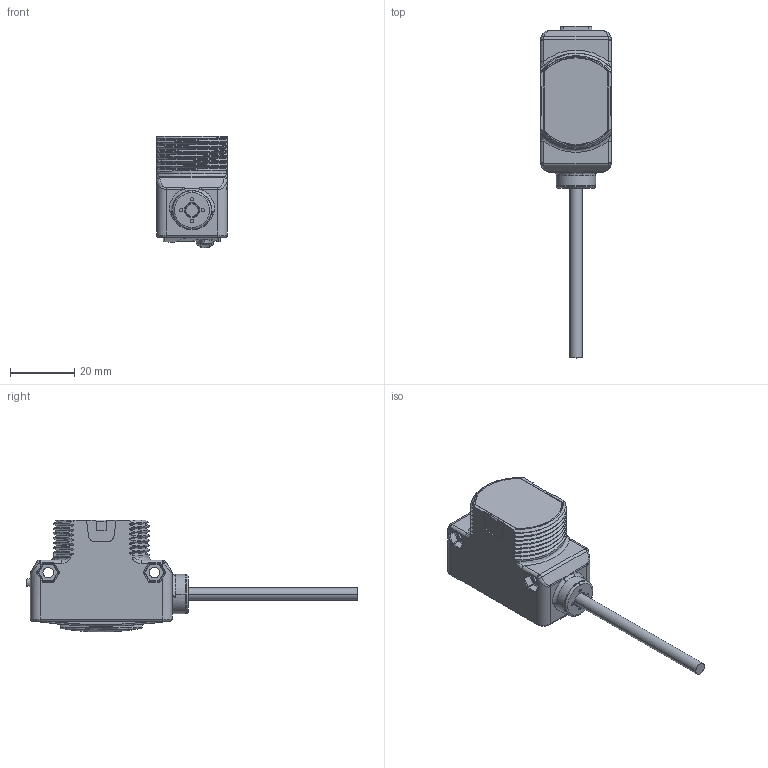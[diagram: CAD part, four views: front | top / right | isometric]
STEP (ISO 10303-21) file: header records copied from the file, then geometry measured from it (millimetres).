
FILE_DESCRIPTION((''),'2;1');
FILE_NAME('140590_SM01_ASM','2022-10-13T13:42:48',('PDMAdmin'),('BANNER ENGINEERING'),'CREO PARAMETRIC BY PTC INC, 2019292','CREO PARAMETRIC BY PTC INC, 2019292','');
FILE_SCHEMA(('CONFIG_CONTROL_DESIGN'));
Length unit declared in the file: millimetre
Products named in the file (3): 140590_EP01; 40097; 140590_SM01_ASM
Assembly tree (2 placements, depth 2):
  140590_SM01_ASM
    140590_EP01
    40097
Bounding box: 22 x 103.12 x 34.75 mm (x, y, z)
Volume: 25837.2 mm3; surface area: 10382.2 mm2
Topology: 3 solids, 3 shells, 563 faces, 1381 edges, 839 vertices
Faces by surface type: cylinder 217, plane 152, bspline 93, torus 50, sphere 32, cone 17, extrusion 2
Entity records: 22515 total; most frequent: CARTESIAN_POINT 9818, ORIENTED_EDGE 2758, DIRECTION 2468, EDGE_CURVE 1379, AXIS2_PLACEMENT_3D 936, VERTEX_POINT 839, VECTOR 596, LINE 594
